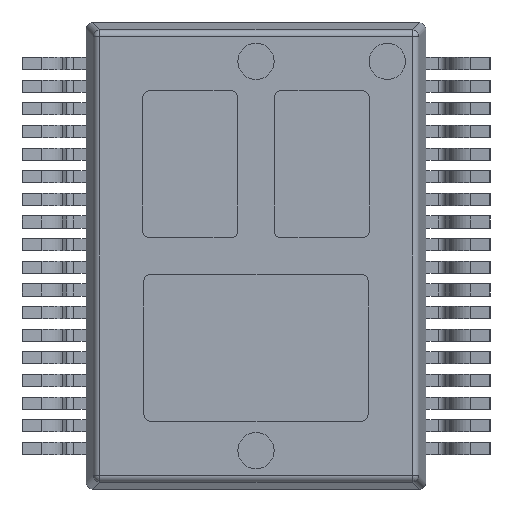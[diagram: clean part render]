
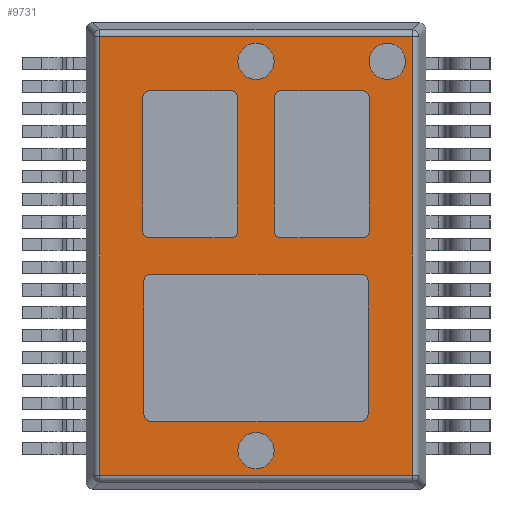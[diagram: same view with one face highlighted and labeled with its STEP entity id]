
A CAD part, front view. The second image highlights one B-rep face of the part: STEP entity #9731.
In plain terms, the highlighted planar face has unit normal (0, -1, 0).
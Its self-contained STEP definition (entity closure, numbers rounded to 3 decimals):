
#69 = VECTOR ( 'NONE', #12864, 1000. ) ;
#81 = CARTESIAN_POINT ( 'NONE',  ( 0., 0.05, 4.3 ) ) ;
#325 = VERTEX_POINT ( 'NONE', #13799 ) ;
#447 = CARTESIAN_POINT ( 'NONE',  ( 0., 0.05, -4.3 ) ) ;
#605 = FACE_BOUND ( 'NONE', #17992, .T. ) ;
#818 = DIRECTION ( 'NONE',  ( -1., 0., 0. ) ) ;
#1069 = LINE ( 'NONE', #9822, #9963 ) ;
#1138 = CARTESIAN_POINT ( 'NONE',  ( 3.447, 0.05, 4.973 ) ) ;
#1921 = DIRECTION ( 'NONE',  ( 0., 0., 1. ) ) ;
#2427 = VERTEX_POINT ( 'NONE', #12324 ) ;
#2607 = PLANE ( 'NONE',  #6567 ) ;
#2983 = ORIENTED_EDGE ( 'NONE', *, *, #14316, .F. ) ;
#3177 = DIRECTION ( 'NONE',  ( 0., 0., 1. ) ) ;
#3234 = DIRECTION ( 'NONE',  ( 0., -1., 0. ) ) ;
#3286 = AXIS2_PLACEMENT_3D ( 'NONE', #81, #8657, #10015 ) ;
#3379 = LINE ( 'NONE', #16965, #69 ) ;
#3496 = CARTESIAN_POINT ( 'NONE',  ( 0., 0.05, 3.9 ) ) ;
#3722 = CARTESIAN_POINT ( 'NONE',  ( -3.447, 0.05, 4.847 ) ) ;
#4006 = VERTEX_POINT ( 'NONE', #15306 ) ;
#4178 = FACE_BOUND ( 'NONE', #10683, .T. ) ;
#4182 = DIRECTION ( 'NONE',  ( 0., -1., 0. ) ) ;
#4193 = DIRECTION ( 'NONE',  ( 0., 0., 1. ) ) ;
#4542 = EDGE_LOOP ( 'NONE', ( #12769, #14203, #14150, #17059 ) ) ;
#4543 = ORIENTED_EDGE ( 'NONE', *, *, #7797, .F. ) ;
#4637 = CARTESIAN_POINT ( 'NONE',  ( 2.9, 0.05, 4.3 ) ) ;
#5000 = ORIENTED_EDGE ( 'NONE', *, *, #11283, .F. ) ;
#5115 = DIRECTION ( 'NONE',  ( 0., 0., -1. ) ) ;
#5337 = EDGE_LOOP ( 'NONE', ( #11066, #4543 ) ) ;
#5704 = VERTEX_POINT ( 'NONE', #9172 ) ;
#6301 = VERTEX_POINT ( 'NONE', #13531 ) ;
#6567 = AXIS2_PLACEMENT_3D ( 'NONE', #8275, #4182, #14063 ) ;
#6594 = VERTEX_POINT ( 'NONE', #12983 ) ;
#6968 = EDGE_CURVE ( 'NONE', #11874, #7238, #3379, .T. ) ;
#7112 = EDGE_CURVE ( 'NONE', #2427, #325, #8077, .T. ) ;
#7238 = VERTEX_POINT ( 'NONE', #16164 ) ;
#7757 = ORIENTED_EDGE ( 'NONE', *, *, #7778, .F. ) ;
#7778 = EDGE_CURVE ( 'NONE', #13591, #6594, #17290, .T. ) ;
#7797 = EDGE_CURVE ( 'NONE', #325, #2427, #9810, .T. ) ;
#7956 = AXIS2_PLACEMENT_3D ( 'NONE', #4637, #3234, #13251 ) ;
#8077 = CIRCLE ( 'NONE', #17736, 0.4 ) ;
#8275 = CARTESIAN_POINT ( 'NONE',  ( 0., 0.05, 0. ) ) ;
#8618 = CIRCLE ( 'NONE', #3286, 0.4 ) ;
#8657 = DIRECTION ( 'NONE',  ( 0., -1., 0. ) ) ;
#9172 = CARTESIAN_POINT ( 'NONE',  ( 3.447, 0.05, 4.847 ) ) ;
#9296 = EDGE_CURVE ( 'NONE', #6594, #13591, #18119, .T. ) ;
#9731 = ADVANCED_FACE ( 'NONE', ( #13660, #605, #4178, #12364 ), #2607, .T. ) ;
#9810 = CIRCLE ( 'NONE', #7956, 0.4 ) ;
#9822 = CARTESIAN_POINT ( 'NONE',  ( 3.573, 0.05, -4.847 ) ) ;
#9963 = VECTOR ( 'NONE', #18261, 1000. ) ;
#10015 = DIRECTION ( 'NONE',  ( 0., 0., -1. ) ) ;
#10279 = DIRECTION ( 'NONE',  ( 0., 0., -1. ) ) ;
#10422 = DIRECTION ( 'NONE',  ( 0., -1., 0. ) ) ;
#10683 = EDGE_LOOP ( 'NONE', ( #2983, #5000 ) ) ;
#10998 = ORIENTED_EDGE ( 'NONE', *, *, #9296, .F. ) ;
#11066 = ORIENTED_EDGE ( 'NONE', *, *, #7112, .F. ) ;
#11274 = VERTEX_POINT ( 'NONE', #3496 ) ;
#11283 = EDGE_CURVE ( 'NONE', #6301, #11274, #12916, .T. ) ;
#11725 = LINE ( 'NONE', #1138, #15011 ) ;
#11801 = DIRECTION ( 'NONE',  ( 0., -1., 0. ) ) ;
#11874 = VERTEX_POINT ( 'NONE', #3722 ) ;
#12062 = CARTESIAN_POINT ( 'NONE',  ( 0., 0.05, 4.3 ) ) ;
#12324 = CARTESIAN_POINT ( 'NONE',  ( 2.9, 0.05, 3.9 ) ) ;
#12364 = FACE_BOUND ( 'NONE', #5337, .T. ) ;
#12769 = ORIENTED_EDGE ( 'NONE', *, *, #15091, .T. ) ;
#12864 = DIRECTION ( 'NONE',  ( 0., 0., -1. ) ) ;
#12916 = CIRCLE ( 'NONE', #13301, 0.4 ) ;
#12983 = CARTESIAN_POINT ( 'NONE',  ( 0., 0.05, -4.7 ) ) ;
#13050 = AXIS2_PLACEMENT_3D ( 'NONE', #13473, #10422, #1921 ) ;
#13193 = CARTESIAN_POINT ( 'NONE',  ( -3.573, 0.05, 4.847 ) ) ;
#13251 = DIRECTION ( 'NONE',  ( 0., 0., -1. ) ) ;
#13301 = AXIS2_PLACEMENT_3D ( 'NONE', #12062, #13567, #5115 ) ;
#13473 = CARTESIAN_POINT ( 'NONE',  ( 0., 0.05, -4.3 ) ) ;
#13531 = CARTESIAN_POINT ( 'NONE',  ( 0., 0.05, 4.7 ) ) ;
#13567 = DIRECTION ( 'NONE',  ( 0., -1., 0. ) ) ;
#13591 = VERTEX_POINT ( 'NONE', #17718 ) ;
#13660 = FACE_OUTER_BOUND ( 'NONE', #4542, .T. ) ;
#13799 = CARTESIAN_POINT ( 'NONE',  ( 2.9, 0.05, 4.7 ) ) ;
#14063 = DIRECTION ( 'NONE',  ( 0., 0., -1. ) ) ;
#14150 = ORIENTED_EDGE ( 'NONE', *, *, #14187, .T. ) ;
#14187 = EDGE_CURVE ( 'NONE', #7238, #4006, #1069, .T. ) ;
#14203 = ORIENTED_EDGE ( 'NONE', *, *, #6968, .T. ) ;
#14308 = LINE ( 'NONE', #13193, #16930 ) ;
#14316 = EDGE_CURVE ( 'NONE', #11274, #6301, #8618, .T. ) ;
#14579 = DIRECTION ( 'NONE',  ( 0., -1., 0. ) ) ;
#15011 = VECTOR ( 'NONE', #4193, 1000. ) ;
#15091 = EDGE_CURVE ( 'NONE', #5704, #11874, #14308, .T. ) ;
#15306 = CARTESIAN_POINT ( 'NONE',  ( 3.447, 0.05, -4.847 ) ) ;
#15804 = CARTESIAN_POINT ( 'NONE',  ( 2.9, 0.05, 4.3 ) ) ;
#16164 = CARTESIAN_POINT ( 'NONE',  ( -3.447, 0.05, -4.847 ) ) ;
#16417 = EDGE_CURVE ( 'NONE', #4006, #5704, #11725, .T. ) ;
#16930 = VECTOR ( 'NONE', #818, 1000. ) ;
#16965 = CARTESIAN_POINT ( 'NONE',  ( -3.447, 0.05, -4.973 ) ) ;
#17024 = AXIS2_PLACEMENT_3D ( 'NONE', #447, #11801, #3177 ) ;
#17059 = ORIENTED_EDGE ( 'NONE', *, *, #16417, .T. ) ;
#17290 = CIRCLE ( 'NONE', #17024, 0.4 ) ;
#17718 = CARTESIAN_POINT ( 'NONE',  ( 0., 0.05, -3.9 ) ) ;
#17736 = AXIS2_PLACEMENT_3D ( 'NONE', #15804, #14579, #10279 ) ;
#17992 = EDGE_LOOP ( 'NONE', ( #10998, #7757 ) ) ;
#18119 = CIRCLE ( 'NONE', #13050, 0.4 ) ;
#18261 = DIRECTION ( 'NONE',  ( 1., 0., 0. ) ) ;
